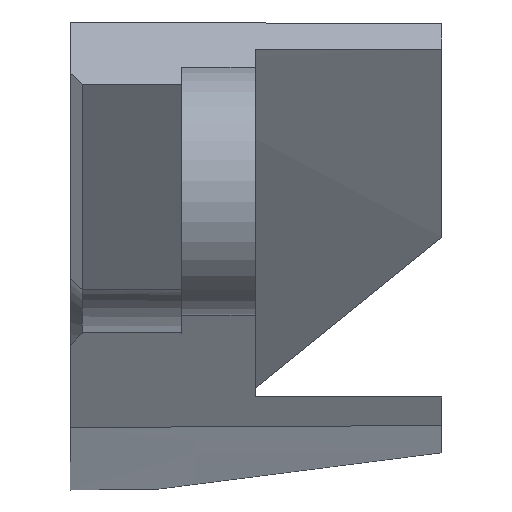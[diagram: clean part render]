
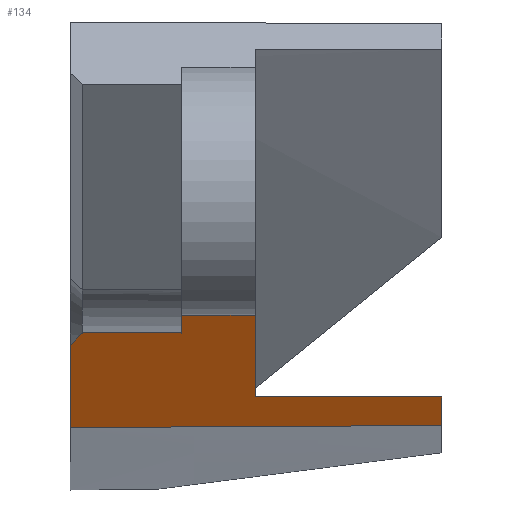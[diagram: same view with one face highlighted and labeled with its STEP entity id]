
A CAD part, left-side view. The second image highlights one B-rep face of the part: STEP entity #134.
In plain terms, the highlighted planar face has unit normal (-0.866, 0, -0.5).
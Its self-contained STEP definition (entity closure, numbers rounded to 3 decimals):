
#62=PLANE('',#1026);
#103=B_SPLINE_CURVE_WITH_KNOTS('',3,(#1986,#1987,#1988,#1989,#1990,#1991,
#1992),.UNSPECIFIED.,.F.,.F.,(4,3,4),(0.,0.613,1.),
 .UNSPECIFIED.);
#134=ADVANCED_FACE('',(#198),#62,.F.);
#198=FACE_OUTER_BOUND('',#247,.T.);
#247=EDGE_LOOP('',(#421,#422,#423,#424,#425,#426,#427,#428,#429));
#421=ORIENTED_EDGE('',*,*,#778,.T.);
#422=ORIENTED_EDGE('',*,*,#745,.F.);
#423=ORIENTED_EDGE('',*,*,#754,.T.);
#424=ORIENTED_EDGE('',*,*,#779,.T.);
#425=ORIENTED_EDGE('',*,*,#780,.T.);
#426=ORIENTED_EDGE('',*,*,#781,.F.);
#427=ORIENTED_EDGE('',*,*,#782,.F.);
#428=ORIENTED_EDGE('',*,*,#697,.F.);
#429=ORIENTED_EDGE('',*,*,#783,.F.);
#602=VERTEX_POINT('',#1307);
#604=VERTEX_POINT('',#1310);
#647=VERTEX_POINT('',#1902);
#648=VERTEX_POINT('',#1904);
#653=VERTEX_POINT('',#1920);
#668=VERTEX_POINT('',#1981);
#669=VERTEX_POINT('',#1983);
#670=VERTEX_POINT('',#1985);
#671=VERTEX_POINT('',#1993);
#697=EDGE_CURVE('',#602,#604,#836,.T.);
#745=EDGE_CURVE('',#647,#648,#857,.T.);
#754=EDGE_CURVE('',#647,#653,#864,.T.);
#778=EDGE_CURVE('',#668,#648,#881,.T.);
#779=EDGE_CURVE('',#653,#669,#882,.T.);
#780=EDGE_CURVE('',#669,#670,#883,.T.);
#781=EDGE_CURVE('',#671,#670,#103,.T.);
#782=EDGE_CURVE('',#604,#671,#884,.T.);
#783=EDGE_CURVE('',#668,#602,#885,.T.);
#836=LINE('',#1309,#914);
#857=LINE('',#1903,#935);
#864=LINE('',#1919,#942);
#881=LINE('',#1980,#959);
#882=LINE('',#1982,#960);
#883=LINE('',#1984,#961);
#884=LINE('',#1994,#962);
#885=LINE('',#1995,#963);
#914=VECTOR('',#1075,1.);
#935=VECTOR('',#1134,1.);
#942=VECTOR('',#1149,1.);
#959=VECTOR('',#1184,1.);
#960=VECTOR('',#1185,1.);
#961=VECTOR('',#1186,1.);
#962=VECTOR('',#1187,1.);
#963=VECTOR('',#1188,1.);
#1026=AXIS2_PLACEMENT_3D('',#1996,#1189,#1190);
#1075=DIRECTION('',(0.,-1.,0.));
#1134=DIRECTION('',(-0.5,0.,0.866));
#1149=DIRECTION('',(0.,1.,0.));
#1184=DIRECTION('',(0.,1.,0.));
#1185=DIRECTION('',(0.393,0.619,-0.68));
#1186=DIRECTION('',(0.5,0.,-0.866));
#1187=DIRECTION('',(0.5,0.,-0.866));
#1188=DIRECTION('',(0.5,0.,-0.866));
#1189=DIRECTION('',(0.866,0.,0.5));
#1190=DIRECTION('',(0.5,0.,-0.866));
#1307=CARTESIAN_POINT('',(195.138,-438.,5.168));
#1309=CARTESIAN_POINT('',(195.138,-445.532,5.168));
#1310=CARTESIAN_POINT('',(195.138,-445.532,5.168));
#1902=CARTESIAN_POINT('',(193.64,-435.032,7.762));
#1903=CARTESIAN_POINT('',(189.755,-435.032,14.49));
#1904=CARTESIAN_POINT('',(192.938,-435.032,8.977));
#1919=CARTESIAN_POINT('',(193.64,-436.032,7.762));
#1920=CARTESIAN_POINT('',(193.64,-431.032,7.762));
#1980=CARTESIAN_POINT('',(192.938,-435.032,8.977));
#1981=CARTESIAN_POINT('',(192.938,-438.,8.977));
#1982=CARTESIAN_POINT('',(68.407,-628.211,224.672));
#1983=CARTESIAN_POINT('',(193.957,-430.532,7.212));
#1984=CARTESIAN_POINT('',(198.22,-430.532,-0.17));
#1985=CARTESIAN_POINT('',(195.85,-430.532,3.935));
#1986=CARTESIAN_POINT('',(195.801,-445.532,4.018));
#1987=CARTESIAN_POINT('',(195.811,-442.467,4.001));
#1988=CARTESIAN_POINT('',(195.821,-439.402,3.984));
#1989=CARTESIAN_POINT('',(195.831,-436.336,3.967));
#1990=CARTESIAN_POINT('',(195.837,-434.402,3.957));
#1991=CARTESIAN_POINT('',(195.843,-432.467,3.946));
#1992=CARTESIAN_POINT('',(195.85,-430.532,3.935));
#1993=CARTESIAN_POINT('',(195.801,-445.532,4.018));
#1994=CARTESIAN_POINT('',(174.676,-445.532,40.609));
#1995=CARTESIAN_POINT('',(195.281,-438.,4.92));
#1996=CARTESIAN_POINT('',(198.22,-958.,-0.17));
